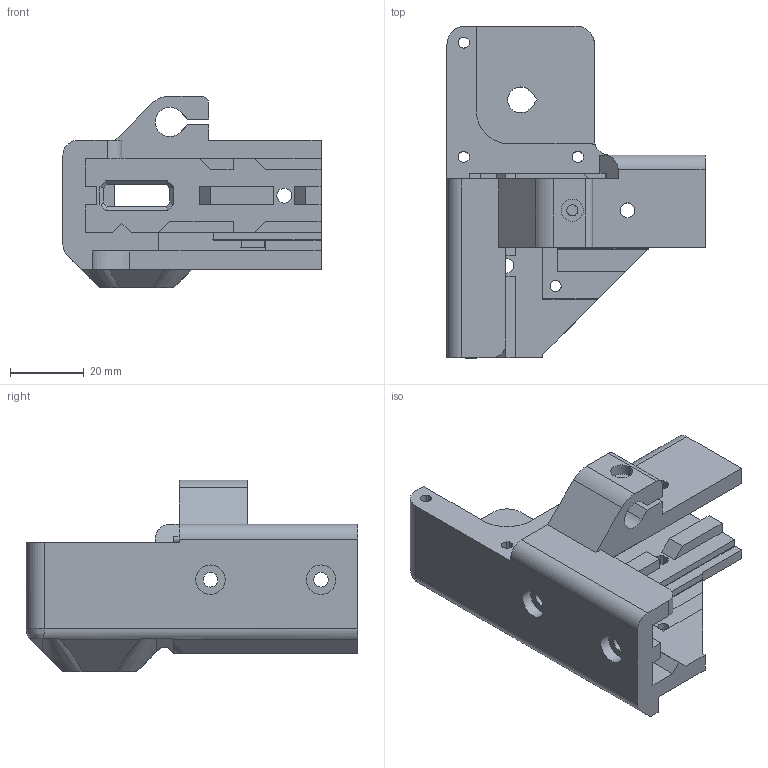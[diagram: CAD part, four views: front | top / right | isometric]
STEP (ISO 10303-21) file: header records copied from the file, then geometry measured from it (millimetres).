
FILE_DESCRIPTION(('FreeCAD Model'),'2;1');
FILE_NAME('LBackCorner.step','2017-02-17T19:12:47',('Author'),(''), 'Open CASCADE STEP processor 6.8','FreeCAD','Unknown');
FILE_SCHEMA(('AUTOMOTIVE_DESIGN_CC2 { 1 2 10303 214 -1 1 5 4 }'));
Length unit declared in the file: millimetre
Products named in the file (2): ASSEMBLY; LBackCorner
Assembly tree (1 placements, depth 2):
  ASSEMBLY
    LBackCorner
Bounding box: 70 x 90 x 52 mm (x, y, z)
Volume: 62385.2 mm3; surface area: 25819.5 mm2
Topology: 1 solids, 1 shells, 217 faces, 608 edges, 394 vertices
Faces by surface type: plane 159, cylinder 47, sphere 4, bspline 4, cone 3
Full cylindrical faces by diameter (mm): 3 x3, 4 x2, 6 x1, 8 x2
Entity records: 17359 total; most frequent: CARTESIAN_POINT 5295, DIRECTION 2204, LINE 1508, VECTOR 1508, ORIENTED_EDGE 1212, PCURVE 1212, DEFINITIONAL_REPRESENTATION 1212, EDGE_CURVE 606
